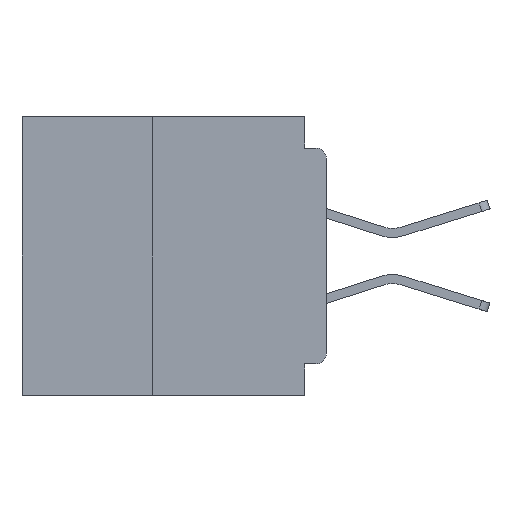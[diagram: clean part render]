
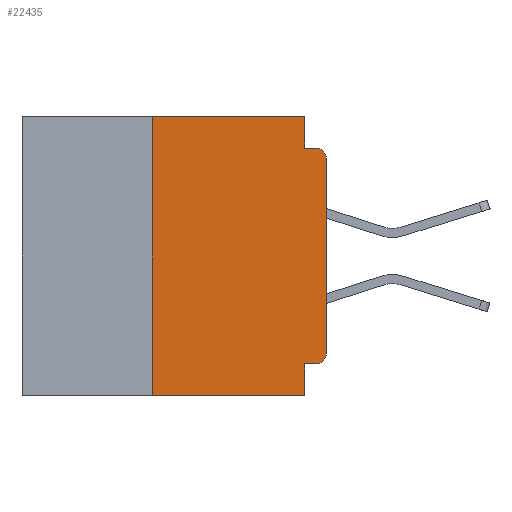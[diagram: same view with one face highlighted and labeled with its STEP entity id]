
A CAD part, left-side view. The second image highlights one B-rep face of the part: STEP entity #22435.
In plain terms, the highlighted planar face has unit normal (-1, 0, 0).
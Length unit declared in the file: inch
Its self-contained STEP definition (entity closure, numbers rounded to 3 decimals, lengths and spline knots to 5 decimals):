
#454 = ORIENTED_EDGE ( 'NONE', *, *, #37324, .T. ) ;
#1489 = DIRECTION ( 'NONE',  ( 0., 0., -1. ) ) ;
#1574 = VECTOR ( 'NONE', #34281, 39.37008 ) ;
#2806 = CARTESIAN_POINT ( 'NONE',  ( 0., 0.437, 0. ) ) ;
#2915 = EDGE_CURVE ( 'NONE', #21936, #35925, #10158, .T. ) ;
#3414 = CARTESIAN_POINT ( 'NONE',  ( 0., 0.031, 0. ) ) ;
#3719 = CARTESIAN_POINT ( 'NONE',  ( 0., 0.031, -0.045 ) ) ;
#3907 = CARTESIAN_POINT ( 'NONE',  ( 0., 0.015, -0.355 ) ) ;
#4593 = DIRECTION ( 'NONE',  ( -1., 0., 0. ) ) ;
#5283 = VERTEX_POINT ( 'NONE', #34005 ) ;
#5494 = LINE ( 'NONE', #28954, #21996 ) ;
#5979 = DIRECTION ( 'NONE',  ( 0., 0., -1. ) ) ;
#6070 = CARTESIAN_POINT ( 'NONE',  ( 0., 0., -0.34 ) ) ;
#7327 = CIRCLE ( 'NONE', #14079, 0.015 ) ;
#7607 = LINE ( 'NONE', #31494, #22182 ) ;
#7773 = CARTESIAN_POINT ( 'NONE',  ( 0., 0.031, 0. ) ) ;
#8353 = DIRECTION ( 'NONE',  ( -1., 0., 0. ) ) ;
#8802 = EDGE_CURVE ( 'NONE', #35925, #15849, #7607, .T. ) ;
#8928 = DIRECTION ( 'NONE',  ( 0., -1., 0. ) ) ;
#9170 = EDGE_CURVE ( 'NONE', #24495, #19331, #17767, .T. ) ;
#9622 = ORIENTED_EDGE ( 'NONE', *, *, #11466, .F. ) ;
#9767 = DIRECTION ( 'NONE',  ( 0., -1., 0. ) ) ;
#10158 = LINE ( 'NONE', #7773, #25710 ) ;
#11466 = EDGE_CURVE ( 'NONE', #19331, #18294, #26429, .T. ) ;
#11684 = VERTEX_POINT ( 'NONE', #26293 ) ;
#12060 = CARTESIAN_POINT ( 'NONE',  ( 0., 0.437, 0. ) ) ;
#12979 = CARTESIAN_POINT ( 'NONE',  ( 0., 0.25, -0.4 ) ) ;
#13087 = AXIS2_PLACEMENT_3D ( 'NONE', #23186, #4593, #26350 ) ;
#14079 = AXIS2_PLACEMENT_3D ( 'NONE', #26989, #8353, #30089 ) ;
#15194 = DIRECTION ( 'NONE',  ( 0., 1., 0. ) ) ;
#15849 = VERTEX_POINT ( 'NONE', #37313 ) ;
#16101 = DIRECTION ( 'NONE',  ( 0., 0., 1. ) ) ;
#16568 = DIRECTION ( 'NONE',  ( 0., 0., 1. ) ) ;
#16831 = ORIENTED_EDGE ( 'NONE', *, *, #29215, .T. ) ;
#17114 = CARTESIAN_POINT ( 'NONE',  ( 0., 0., -0.06 ) ) ;
#17653 = VECTOR ( 'NONE', #16101, 39.37008 ) ;
#17722 = FACE_OUTER_BOUND ( 'NONE', #38129, .T. ) ;
#17767 = LINE ( 'NONE', #30655, #26071 ) ;
#17897 = LINE ( 'NONE', #12060, #33453 ) ;
#18294 = VERTEX_POINT ( 'NONE', #21930 ) ;
#18627 = LINE ( 'NONE', #12979, #17653 ) ;
#19331 = VERTEX_POINT ( 'NONE', #33121 ) ;
#19532 = ORIENTED_EDGE ( 'NONE', *, *, #23295, .F. ) ;
#21434 = CARTESIAN_POINT ( 'NONE',  ( 0., 0.437, -0.4 ) ) ;
#21930 = CARTESIAN_POINT ( 'NONE',  ( 0., 0.031, -0.4 ) ) ;
#21936 = VERTEX_POINT ( 'NONE', #3414 ) ;
#21961 = ORIENTED_EDGE ( 'NONE', *, *, #26113, .F. ) ;
#21996 = VECTOR ( 'NONE', #16568, 39.37008 ) ;
#22181 = VERTEX_POINT ( 'NONE', #17114 ) ;
#22182 = VECTOR ( 'NONE', #9767, 39.37008 ) ;
#22435 = ADVANCED_FACE ( 'NONE', ( #17722 ), #36917, .F. ) ;
#22772 = ORIENTED_EDGE ( 'NONE', *, *, #9170, .F. ) ;
#23186 = CARTESIAN_POINT ( 'NONE',  ( 0., 0.015, -0.34 ) ) ;
#23295 = EDGE_CURVE ( 'NONE', #5283, #11684, #18627, .T. ) ;
#23588 = ORIENTED_EDGE ( 'NONE', *, *, #2915, .F. ) ;
#24495 = VERTEX_POINT ( 'NONE', #3907 ) ;
#24571 = DIRECTION ( 'NONE',  ( 1., 0., 0. ) ) ;
#24636 = EDGE_CURVE ( 'NONE', #22181, #15849, #7327, .T. ) ;
#25064 = CARTESIAN_POINT ( 'NONE',  ( 0., 0.031, -0.4 ) ) ;
#25072 = ORIENTED_EDGE ( 'NONE', *, *, #24636, .T. ) ;
#25707 = LINE ( 'NONE', #21434, #32970 ) ;
#25710 = VECTOR ( 'NONE', #1489, 39.37008 ) ;
#25759 = AXIS2_PLACEMENT_3D ( 'NONE', #2806, #24571, #5979 ) ;
#26071 = VECTOR ( 'NONE', #15194, 39.37008 ) ;
#26113 = EDGE_CURVE ( 'NONE', #11684, #21936, #17897, .T. ) ;
#26293 = CARTESIAN_POINT ( 'NONE',  ( 0., 0.25, 0. ) ) ;
#26350 = DIRECTION ( 'NONE',  ( 0., 0., -1. ) ) ;
#26429 = LINE ( 'NONE', #25064, #1574 ) ;
#26989 = CARTESIAN_POINT ( 'NONE',  ( 0., 0.015, -0.06 ) ) ;
#28954 = CARTESIAN_POINT ( 'NONE',  ( 0., 0., 0. ) ) ;
#29215 = EDGE_CURVE ( 'NONE', #37655, #22181, #5494, .T. ) ;
#30089 = DIRECTION ( 'NONE',  ( 0., 0., -1. ) ) ;
#30655 = CARTESIAN_POINT ( 'NONE',  ( 0., 0., -0.355 ) ) ;
#31494 = CARTESIAN_POINT ( 'NONE',  ( 0., 0., -0.045 ) ) ;
#32280 = ORIENTED_EDGE ( 'NONE', *, *, #39436, .T. ) ;
#32970 = VECTOR ( 'NONE', #40022, 39.37008 ) ;
#33121 = CARTESIAN_POINT ( 'NONE',  ( 0., 0.031, -0.355 ) ) ;
#33169 = CIRCLE ( 'NONE', #13087, 0.015 ) ;
#33306 = ORIENTED_EDGE ( 'NONE', *, *, #8802, .F. ) ;
#33453 = VECTOR ( 'NONE', #8928, 39.37008 ) ;
#34005 = CARTESIAN_POINT ( 'NONE',  ( 0., 0.25, -0.4 ) ) ;
#34281 = DIRECTION ( 'NONE',  ( 0., 0., -1. ) ) ;
#35925 = VERTEX_POINT ( 'NONE', #3719 ) ;
#36917 = PLANE ( 'NONE',  #25759 ) ;
#37313 = CARTESIAN_POINT ( 'NONE',  ( 0., 0.015, -0.045 ) ) ;
#37324 = EDGE_CURVE ( 'NONE', #24495, #37655, #33169, .T. ) ;
#37655 = VERTEX_POINT ( 'NONE', #6070 ) ;
#38129 = EDGE_LOOP ( 'NONE', ( #16831, #25072, #33306, #23588, #21961, #19532, #32280, #9622, #22772, #454 ) ) ;
#39436 = EDGE_CURVE ( 'NONE', #5283, #18294, #25707, .T. ) ;
#40022 = DIRECTION ( 'NONE',  ( 0., -1., 0. ) ) ;
